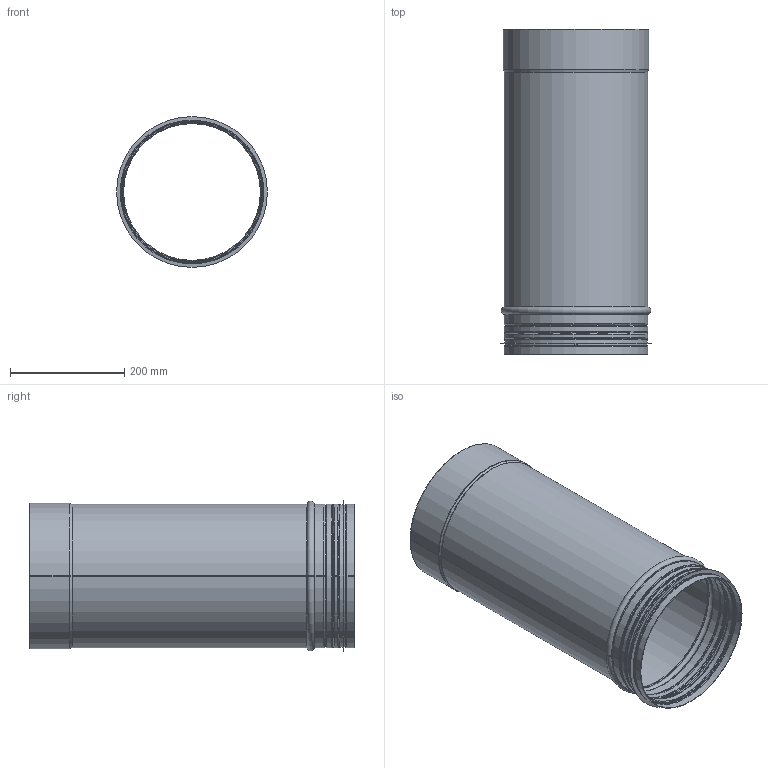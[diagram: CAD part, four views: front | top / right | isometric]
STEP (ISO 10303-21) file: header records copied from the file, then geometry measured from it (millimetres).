
FILE_DESCRIPTION(/* description */ ('Rörämne imkanal'),/* implementation_level */ '2;1');
FILE_NAME(/* name */ 'HRH-13.stp',/* time_stamp */ '2016-02-11T08:26:17+01:00',/* author */ ('John'),/* organization */ (''),/* preprocessor_version */ 'ST-DEVELOPER v15.6',/* originating_system */ 'Autodesk Inventor 2015',/* authorisation */ '');
FILE_SCHEMA (('AUTOMOTIVE_DESIGN { 1 0 10303 214 3 1 1 }'));
Length unit declared in the file: millimetre
Products named in the file (4): HRH-AA-13; HIK-AA-5; HIK-AB-5; HRH-13
Assembly tree (3 placements, depth 2):
  HRH-13
    HRH-AA-13
    HIK-AA-5
    HIK-AB-5
Bounding box: 264.6 x 570 x 264.6 mm (x, y, z)
Volume: 498102.1 mm3; surface area: 974467.7 mm2
Topology: 3 solids, 3 shells, 120 faces, 236 edges, 122 vertices
Faces by surface type: plane 56, torus 32, cylinder 20, cone 12
Full cylindrical faces by diameter (mm): 247 x2, 250.6 x2, 251.6 x1, 264.6 x1
Entity records: 3145 total; most frequent: DIRECTION 598, CARTESIAN_POINT 471, ORIENTED_EDGE 444, AXIS2_PLACEMENT_3D 249, EDGE_CURVE 222, EDGE_LOOP 138, STYLED_ITEM 123, CIRCLE 122
